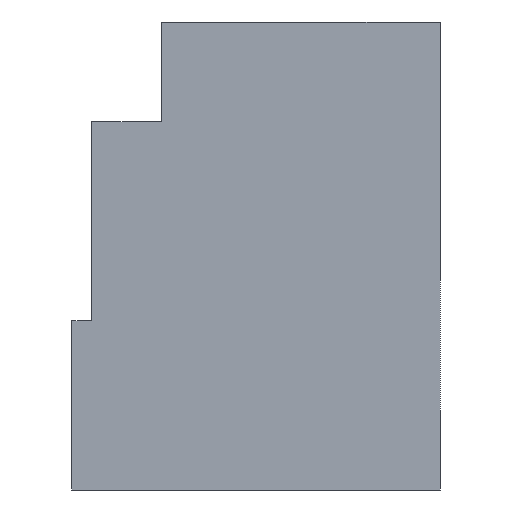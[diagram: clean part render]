
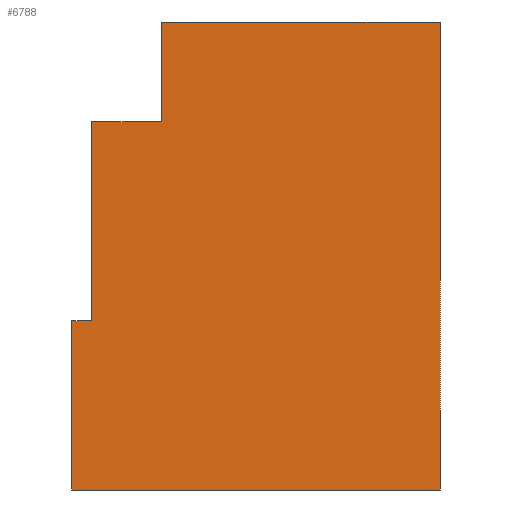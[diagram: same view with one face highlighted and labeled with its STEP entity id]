
A CAD part, left-side view. The second image highlights one B-rep face of the part: STEP entity #6788.
In plain terms, the highlighted planar face has unit normal (-1, 0, 0).
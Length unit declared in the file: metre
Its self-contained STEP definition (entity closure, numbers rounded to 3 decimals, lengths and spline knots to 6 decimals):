
#1869=ORIENTED_EDGE('',*,*,#2768,.T.);
#1870=ORIENTED_EDGE('',*,*,#2214,.F.);
#1871=ORIENTED_EDGE('',*,*,#2870,.F.);
#1872=ORIENTED_EDGE('',*,*,#2868,.T.);
#1873=ORIENTED_EDGE('',*,*,#2690,.F.);
#1874=ORIENTED_EDGE('',*,*,#2694,.T.);
#1875=ORIENTED_EDGE('',*,*,#2698,.F.);
#1876=ORIENTED_EDGE('',*,*,#2766,.F.);
#2214=EDGE_CURVE('',#3104,#3105,#3726,.T.);
#2690=EDGE_CURVE('',#3377,#3378,#4202,.T.);
#2694=EDGE_CURVE('',#3377,#3379,#4206,.T.);
#2698=EDGE_CURVE('',#3382,#3379,#4210,.T.);
#2766=EDGE_CURVE('',#3448,#3382,#4278,.T.);
#2768=EDGE_CURVE('',#3448,#3105,#4280,.T.);
#2868=EDGE_CURVE('',#3465,#3378,#4380,.T.);
#2870=EDGE_CURVE('',#3465,#3104,#4382,.T.);
#3104=VERTEX_POINT('',#9981);
#3105=VERTEX_POINT('',#9983);
#3377=VERTEX_POINT('',#10938);
#3378=VERTEX_POINT('',#10939);
#3379=VERTEX_POINT('',#10944);
#3382=VERTEX_POINT('',#10952);
#3448=VERTEX_POINT('',#11087);
#3465=VERTEX_POINT('',#11291);
#3726=LINE('',#9982,#4646);
#4202=LINE('',#10937,#5122);
#4206=LINE('',#10945,#5126);
#4210=LINE('',#10953,#5130);
#4278=LINE('',#11088,#5198);
#4280=LINE('',#11091,#5200);
#4380=LINE('',#11290,#5300);
#4382=LINE('',#11294,#5302);
#4646=VECTOR('',#8158,1.);
#5122=VECTOR('',#9048,1.);
#5126=VECTOR('',#9054,1.);
#5130=VECTOR('',#9060,1.);
#5198=VECTOR('',#9130,1.);
#5200=VECTOR('',#9134,1.);
#5300=VECTOR('',#9400,1.);
#5302=VECTOR('',#9404,1.);
#5678=EDGE_LOOP('',(#1869,#1870,#1871,#1872,#1873,#1874,#1875,#1876));
#6068=FACE_BOUND('',#5678,.T.);
#6428=PLANE('',#7786);
#6788=ADVANCED_FACE('',(#6068),#6428,.T.);
#7786=AXIS2_PLACEMENT_3D('',#11293,#9402,#9403);
#8158=DIRECTION('',(0.,0.,-1.));
#9048=DIRECTION('',(0.,-1.,0.));
#9054=DIRECTION('',(0.,0.,-1.));
#9060=DIRECTION('',(0.,-1.,0.));
#9130=DIRECTION('',(0.,0.,1.));
#9134=DIRECTION('',(0.,-1.,0.));
#9400=DIRECTION('',(0.,0.,-1.));
#9402=DIRECTION('',(-1.,0.,0.));
#9403=DIRECTION('',(0.,-1.,0.));
#9404=DIRECTION('',(0.,-1.,0.));
#9981=CARTESIAN_POINT('',(-0.01025,-0.0026,0.0047));
#9982=CARTESIAN_POINT('',(-0.01025,-0.0026,0.0016));
#9983=CARTESIAN_POINT('',(-0.01025,-0.0026,0.));
#10937=CARTESIAN_POINT('',(-0.01025,0.0009,0.0037));
#10938=CARTESIAN_POINT('',(-0.01025,0.0009,0.0037));
#10939=CARTESIAN_POINT('',(-0.01025,0.0002,0.0037));
#10944=CARTESIAN_POINT('',(-0.01025,0.0009,0.0017));
#10945=CARTESIAN_POINT('',(-0.01025,0.0009,0.0047));
#10952=CARTESIAN_POINT('',(-0.01025,0.0011,0.0017));
#10953=CARTESIAN_POINT('',(-0.01025,0.0011,0.0017));
#11087=CARTESIAN_POINT('',(-0.01025,0.0011,0.));
#11088=CARTESIAN_POINT('',(-0.01025,0.0011,0.));
#11091=CARTESIAN_POINT('',(-0.01025,0.0011,0.));
#11290=CARTESIAN_POINT('',(-0.01025,0.0002,0.0047));
#11291=CARTESIAN_POINT('',(-0.01025,0.0002,0.0047));
#11293=CARTESIAN_POINT('',(-0.01025,-0.000718,0.002071));
#11294=CARTESIAN_POINT('',(-0.01025,0.0011,0.0047));
